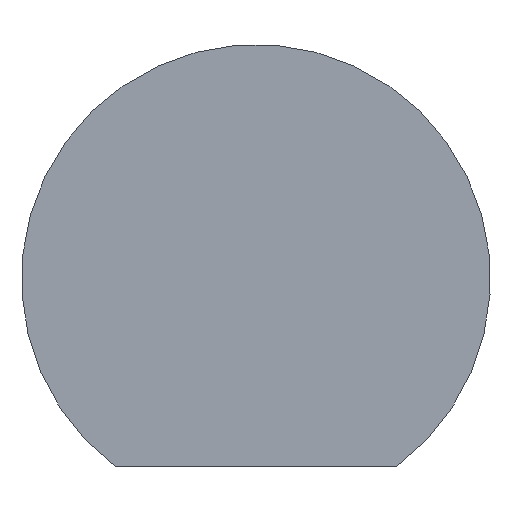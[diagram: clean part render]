
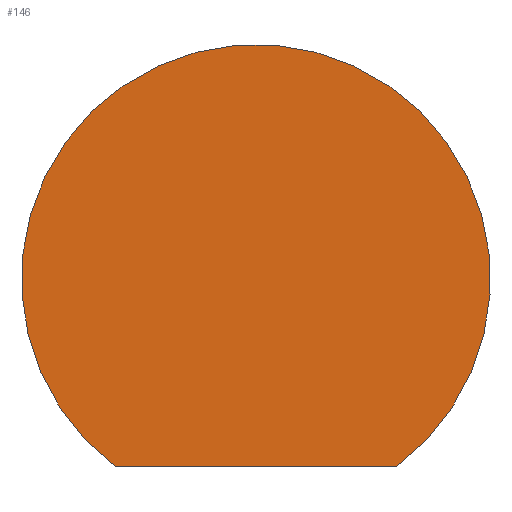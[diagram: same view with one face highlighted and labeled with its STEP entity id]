
A CAD part, front view. The second image highlights one B-rep face of the part: STEP entity #146.
In plain terms, the highlighted planar face has unit normal (0, -1, 0).
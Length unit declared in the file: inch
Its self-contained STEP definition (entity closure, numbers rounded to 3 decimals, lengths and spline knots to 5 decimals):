
#9 = EDGE_CURVE ( 'NONE', #162, #169, #152, .T. ) ;
#10 = CARTESIAN_POINT ( 'NONE',  ( -0.075, 0., -0.1 ) ) ;
#13 = DIRECTION ( 'NONE',  ( 0., 1., 0. ) ) ;
#19 = AXIS2_PLACEMENT_3D ( 'NONE', #121, #32, #117 ) ;
#29 = PLANE ( 'NONE',  #80 ) ;
#32 = DIRECTION ( 'NONE',  ( 0., 1., 0. ) ) ;
#63 = EDGE_CURVE ( 'NONE', #169, #162, #142, .T. ) ;
#69 = VECTOR ( 'NONE', #75, 39.37008 ) ;
#75 = DIRECTION ( 'NONE',  ( -1., 0., 0. ) ) ;
#80 = AXIS2_PLACEMENT_3D ( 'NONE', #147, #13, #102 ) ;
#92 = CARTESIAN_POINT ( 'NONE',  ( -0.075, 0., -0.1 ) ) ;
#96 = ORIENTED_EDGE ( 'NONE', *, *, #63, .F. ) ;
#102 = DIRECTION ( 'NONE',  ( 0., 0., 1. ) ) ;
#117 = DIRECTION ( 'NONE',  ( 0., 0., 1. ) ) ;
#121 = CARTESIAN_POINT ( 'NONE',  ( 0., 0., 0. ) ) ;
#127 = ORIENTED_EDGE ( 'NONE', *, *, #9, .F. ) ;
#133 = FACE_OUTER_BOUND ( 'NONE', #161, .T. ) ;
#142 = CIRCLE ( 'NONE', #19, 0.125 ) ;
#146 = ADVANCED_FACE ( 'NONE', ( #133 ), #29, .F. ) ;
#147 = CARTESIAN_POINT ( 'NONE',  ( 0., 0., 0. ) ) ;
#152 = LINE ( 'NONE', #10, #69 ) ;
#161 = EDGE_LOOP ( 'NONE', ( #96, #127 ) ) ;
#162 = VERTEX_POINT ( 'NONE', #173 ) ;
#169 = VERTEX_POINT ( 'NONE', #92 ) ;
#173 = CARTESIAN_POINT ( 'NONE',  ( 0.075, 0., -0.1 ) ) ;
